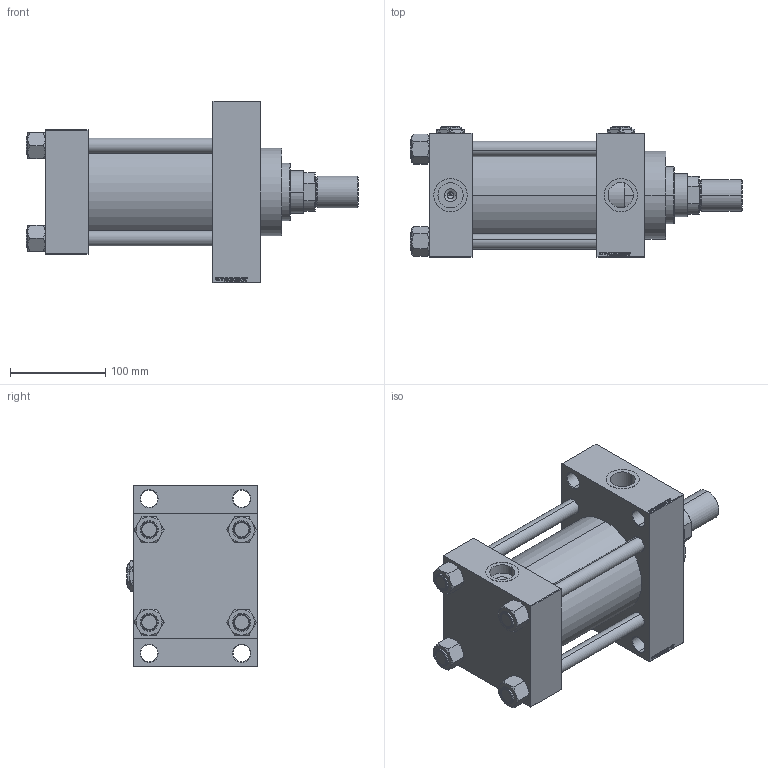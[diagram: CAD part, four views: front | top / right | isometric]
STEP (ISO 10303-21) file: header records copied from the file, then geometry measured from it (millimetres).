
FILE_DESCRIPTION (( 'STEP AP203' ), '1' );
FILE_NAME ('ab44.STEP', '2022-04-16T09:39:12', ( '' ), ( '' ), 'SwSTEP 2.0', 'SolidWorks 2019', '' );
FILE_SCHEMA (( 'CONFIG_CONTROL_DESIGN' ));
Length unit declared in the file: millimetre
Products named in the file (8): V215CR_VCP_D 427a805f80e469f3d1e536f5b39fe4ad; V215CR_D_TYCINKA 427a805f80e469f3d1e536f5b39fe4ad; V215_VC_A 427a805f80e469f3d1e536f5b39fe4ad; ab44; V215CR_D_Body 427a805f80e469f3d1e536f5b39fe4ad; Zatka_pro_OIL_PORT 427a805f80e469f3d1e536f5b39fe4ad; ROD_END_AH 427a805f80e469f3d1e536f5b39fe4ad; NUT_M5_D 427a805f80e469f3d1e536f5b39fe4ad
Assembly tree (14 placements, depth 2):
  ab44
    V215CR_D_Body 427a805f80e469f3d1e536f5b39fe4ad
    V215CR_VCP_D 427a805f80e469f3d1e536f5b39fe4ad
    NUT_M5_D 427a805f80e469f3d1e536f5b39fe4ad  x4
    V215CR_D_TYCINKA 427a805f80e469f3d1e536f5b39fe4ad  x4
    V215_VC_A 427a805f80e469f3d1e536f5b39fe4ad
    ROD_END_AH 427a805f80e469f3d1e536f5b39fe4ad
    Zatka_pro_OIL_PORT 427a805f80e469f3d1e536f5b39fe4ad  x2
Bounding box: 348 x 137 x 190 mm (x, y, z)
Volume: 2815957.9 mm3; surface area: 427480.5 mm2
Topology: 14 solids, 14 shells, 1274 faces, 3180 edges, 2054 vertices
Faces by surface type: plane 599, bspline 368, cone 190, cylinder 107, torus 10
Entity records: 50476 total; most frequent: CARTESIAN_POINT 25968, ORIENTED_EDGE 5432, DIRECTION 3644, EDGE_CURVE 2716, VERTEX_POINT 1774, LINE 1584, VECTOR 1584, EDGE_LOOP 1218
